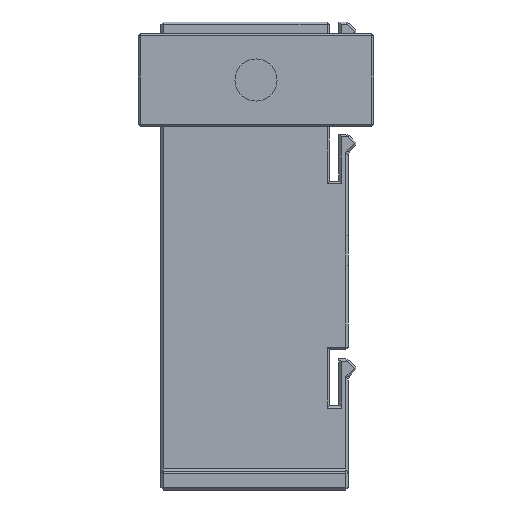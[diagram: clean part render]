
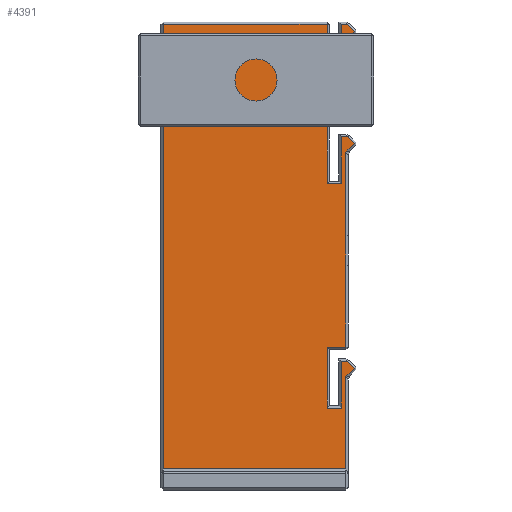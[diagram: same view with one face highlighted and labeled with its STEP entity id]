
A CAD part, front view. The second image highlights one B-rep face of the part: STEP entity #4391.
In plain terms, the highlighted planar face has unit normal (0, -1, 0).
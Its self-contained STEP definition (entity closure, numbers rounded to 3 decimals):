
#192=FACE_OUTER_BOUND('',#477,.T.);
#477=EDGE_LOOP('',(#3268,#3269,#3270,#3271,#3272,#3273,#3274,#3275,#3276,
#3277,#3278,#3279,#3280,#3281,#3282,#3283,#3284,#3285,#3286,#3287,#3288,
#3289,#3290,#3291,#3292,#3293,#3294,#3295));
#659=LINE('',#6113,#1256);
#669=LINE('',#6134,#1266);
#693=LINE('',#6187,#1290);
#702=LINE('',#6207,#1299);
#710=LINE('',#6225,#1307);
#719=LINE('',#6244,#1316);
#728=LINE('',#6263,#1325);
#743=LINE('',#6295,#1340);
#763=LINE('',#6337,#1360);
#783=LINE('',#6380,#1380);
#794=LINE('',#6404,#1391);
#799=LINE('',#6414,#1396);
#803=LINE('',#6420,#1400);
#808=LINE('',#6427,#1405);
#820=LINE('',#6447,#1417);
#835=LINE('',#6471,#1432);
#846=LINE('',#6489,#1443);
#851=LINE('',#6498,#1448);
#857=LINE('',#6508,#1454);
#863=LINE('',#6519,#1460);
#872=LINE('',#6534,#1469);
#883=LINE('',#6552,#1480);
#890=LINE('',#6564,#1487);
#895=LINE('',#6573,#1492);
#900=LINE('',#6580,#1497);
#902=LINE('',#6585,#1499);
#907=LINE('',#6594,#1504);
#913=LINE('',#6603,#1510);
#1256=VECTOR('',#4917,10.);
#1266=VECTOR('',#4935,10.);
#1290=VECTOR('',#4975,10.);
#1299=VECTOR('',#4990,10.);
#1307=VECTOR('',#5004,10.);
#1316=VECTOR('',#5019,10.);
#1325=VECTOR('',#5034,10.);
#1340=VECTOR('',#5059,10.);
#1360=VECTOR('',#5093,10.);
#1380=VECTOR('',#5129,10.);
#1391=VECTOR('',#5148,10.);
#1396=VECTOR('',#5157,10.);
#1400=VECTOR('',#5165,10.);
#1405=VECTOR('',#5174,10.);
#1417=VECTOR('',#5198,10.);
#1432=VECTOR('',#5227,10.);
#1443=VECTOR('',#5248,10.);
#1448=VECTOR('',#5257,10.);
#1454=VECTOR('',#5267,10.);
#1460=VECTOR('',#5279,10.);
#1469=VECTOR('',#5296,10.);
#1480=VECTOR('',#5317,10.);
#1487=VECTOR('',#5330,10.);
#1492=VECTOR('',#5339,10.);
#1497=VECTOR('',#5348,10.);
#1499=VECTOR('',#5352,10.);
#1504=VECTOR('',#5361,10.);
#1510=VECTOR('',#5373,10.);
#1841=VERTEX_POINT('',#6088);
#1849=VERTEX_POINT('',#6108);
#1856=VERTEX_POINT('',#6130);
#1872=VERTEX_POINT('',#6173);
#1875=VERTEX_POINT('',#6180);
#1877=VERTEX_POINT('',#6185);
#1883=VERTEX_POINT('',#6200);
#1885=VERTEX_POINT('',#6206);
#1891=VERTEX_POINT('',#6220);
#1892=VERTEX_POINT('',#6224);
#1898=VERTEX_POINT('',#6239);
#1899=VERTEX_POINT('',#6243);
#1906=VERTEX_POINT('',#6262);
#1918=VERTEX_POINT('',#6291);
#1933=VERTEX_POINT('',#6332);
#1942=VERTEX_POINT('',#6362);
#1948=VERTEX_POINT('',#6376);
#1954=VERTEX_POINT('',#6393);
#1957=VERTEX_POINT('',#6400);
#1958=VERTEX_POINT('',#6407);
#1962=VERTEX_POINT('',#6446);
#1964=VERTEX_POINT('',#6470);
#1966=VERTEX_POINT('',#6488);
#1976=VERTEX_POINT('',#6551);
#1978=VERTEX_POINT('',#6562);
#1980=VERTEX_POINT('',#6572);
#1982=VERTEX_POINT('',#6584);
#1984=VERTEX_POINT('',#6593);
#2194=EDGE_CURVE('',#1841,#1849,#659,.T.);
#2204=EDGE_CURVE('',#1849,#1856,#669,.T.);
#2228=EDGE_CURVE('',#1877,#1875,#693,.T.);
#2237=EDGE_CURVE('',#1875,#1885,#702,.T.);
#2245=EDGE_CURVE('',#1885,#1892,#710,.T.);
#2254=EDGE_CURVE('',#1892,#1899,#719,.T.);
#2263=EDGE_CURVE('',#1899,#1906,#728,.T.);
#2278=EDGE_CURVE('',#1906,#1918,#743,.T.);
#2298=EDGE_CURVE('',#1918,#1933,#763,.T.);
#2318=EDGE_CURVE('',#1933,#1948,#783,.T.);
#2329=EDGE_CURVE('',#1948,#1957,#794,.T.);
#2334=EDGE_CURVE('',#1958,#1954,#799,.T.);
#2338=EDGE_CURVE('',#1957,#1958,#803,.T.);
#2343=EDGE_CURVE('',#1954,#1942,#808,.T.);
#2355=EDGE_CURVE('',#1942,#1962,#820,.T.);
#2370=EDGE_CURVE('',#1962,#1964,#835,.T.);
#2381=EDGE_CURVE('',#1964,#1966,#846,.T.);
#2386=EDGE_CURVE('',#1966,#1898,#851,.T.);
#2392=EDGE_CURVE('',#1898,#1891,#857,.T.);
#2398=EDGE_CURVE('',#1891,#1883,#863,.T.);
#2407=EDGE_CURVE('',#1883,#1872,#872,.T.);
#2418=EDGE_CURVE('',#1872,#1976,#883,.T.);
#2425=EDGE_CURVE('',#1978,#1877,#890,.T.);
#2430=EDGE_CURVE('',#1976,#1980,#895,.T.);
#2435=EDGE_CURVE('',#1856,#1978,#900,.T.);
#2437=EDGE_CURVE('',#1980,#1982,#902,.T.);
#2442=EDGE_CURVE('',#1982,#1984,#907,.T.);
#2448=EDGE_CURVE('',#1984,#1841,#913,.T.);
#3268=ORIENTED_EDGE('',*,*,#2334,.F.);
#3269=ORIENTED_EDGE('',*,*,#2338,.F.);
#3270=ORIENTED_EDGE('',*,*,#2329,.F.);
#3271=ORIENTED_EDGE('',*,*,#2318,.F.);
#3272=ORIENTED_EDGE('',*,*,#2298,.F.);
#3273=ORIENTED_EDGE('',*,*,#2278,.F.);
#3274=ORIENTED_EDGE('',*,*,#2263,.F.);
#3275=ORIENTED_EDGE('',*,*,#2254,.F.);
#3276=ORIENTED_EDGE('',*,*,#2245,.F.);
#3277=ORIENTED_EDGE('',*,*,#2237,.F.);
#3278=ORIENTED_EDGE('',*,*,#2228,.F.);
#3279=ORIENTED_EDGE('',*,*,#2425,.F.);
#3280=ORIENTED_EDGE('',*,*,#2435,.F.);
#3281=ORIENTED_EDGE('',*,*,#2204,.F.);
#3282=ORIENTED_EDGE('',*,*,#2194,.F.);
#3283=ORIENTED_EDGE('',*,*,#2448,.F.);
#3284=ORIENTED_EDGE('',*,*,#2442,.F.);
#3285=ORIENTED_EDGE('',*,*,#2437,.F.);
#3286=ORIENTED_EDGE('',*,*,#2430,.F.);
#3287=ORIENTED_EDGE('',*,*,#2418,.F.);
#3288=ORIENTED_EDGE('',*,*,#2407,.F.);
#3289=ORIENTED_EDGE('',*,*,#2398,.F.);
#3290=ORIENTED_EDGE('',*,*,#2392,.F.);
#3291=ORIENTED_EDGE('',*,*,#2386,.F.);
#3292=ORIENTED_EDGE('',*,*,#2381,.F.);
#3293=ORIENTED_EDGE('',*,*,#2370,.F.);
#3294=ORIENTED_EDGE('',*,*,#2355,.F.);
#3295=ORIENTED_EDGE('',*,*,#2343,.F.);
#4109=PLANE('',#4713);
#4391=ADVANCED_FACE('',(#192),#4109,.F.);
#4713=AXIS2_PLACEMENT_3D('',#6643,#5435,#5436);
#4917=DIRECTION('',(0.707,0.,-0.707));
#4935=DIRECTION('',(-0.707,0.,-0.707));
#4975=DIRECTION('',(0.,0.,-1.));
#4990=DIRECTION('',(-1.,0.,0.));
#5004=DIRECTION('',(0.,0.,-1.));
#5019=DIRECTION('',(1.,0.,0.));
#5034=DIRECTION('',(0.,0.,1.));
#5059=DIRECTION('',(1.,0.,0.));
#5093=DIRECTION('',(0.707,0.,-0.707));
#5129=DIRECTION('',(-0.707,0.,-0.707));
#5148=DIRECTION('',(0.,0.,-1.));
#5157=DIRECTION('',(0.,0.,1.));
#5165=DIRECTION('',(-1.,0.,0.));
#5174=DIRECTION('',(1.,0.,0.));
#5198=DIRECTION('',(0.,0.,-1.));
#5227=DIRECTION('',(1.,0.,0.));
#5248=DIRECTION('',(0.,0.,1.));
#5257=DIRECTION('',(1.,0.,0.));
#5267=DIRECTION('',(0.707,0.,-0.707));
#5279=DIRECTION('',(-0.707,0.,-0.707));
#5296=DIRECTION('',(0.,0.,-1.));
#5317=DIRECTION('',(-1.,0.,0.));
#5330=DIRECTION('',(0.,0.,-1.));
#5339=DIRECTION('',(0.,0.,-1.));
#5348=DIRECTION('',(0.,0.,-1.));
#5352=DIRECTION('',(1.,0.,0.));
#5361=DIRECTION('',(0.,0.,1.));
#5373=DIRECTION('',(1.,0.,0.));
#5435=DIRECTION('center_axis',(0.,1.,0.));
#5436=DIRECTION('ref_axis',(1.,0.,0.));
#6088=CARTESIAN_POINT('',(19.793,0.,25.5));
#6108=CARTESIAN_POINT('',(21.293,0.,24.));
#6113=CARTESIAN_POINT('',(21.396,0.,23.896));
#6130=CARTESIAN_POINT('',(19.5,0.,22.207));
#6134=CARTESIAN_POINT('',(10.396,0.,13.104));
#6173=CARTESIAN_POINT('',(19.5,0.,28.5));
#6180=CARTESIAN_POINT('',(19.5,0.,-19.5));
#6185=CARTESIAN_POINT('',(19.5,0.,-2.));
#6187=CARTESIAN_POINT('',(19.5,0.,-1.));
#6200=CARTESIAN_POINT('',(19.5,0.,46.207));
#6206=CARTESIAN_POINT('',(15.5,0.,-19.5));
#6207=CARTESIAN_POINT('',(10.5,0.,-19.5));
#6220=CARTESIAN_POINT('',(21.293,0.,48.));
#6224=CARTESIAN_POINT('',(15.5,0.,-32.5));
#6225=CARTESIAN_POINT('',(15.5,0.,-10.));
#6239=CARTESIAN_POINT('',(19.793,0.,49.5));
#6243=CARTESIAN_POINT('',(18.5,0.,-32.5));
#6244=CARTESIAN_POINT('',(8.5,0.,-32.5));
#6262=CARTESIAN_POINT('',(18.5,0.,-22.5));
#6263=CARTESIAN_POINT('',(18.5,0.,-16.));
#6291=CARTESIAN_POINT('',(19.793,0.,-22.5));
#6295=CARTESIAN_POINT('',(9.5,0.,-22.5));
#6332=CARTESIAN_POINT('',(21.293,0.,-24.));
#6337=CARTESIAN_POINT('',(9.396,0.,-12.104));
#6362=CARTESIAN_POINT('',(15.5,0.,49.5));
#6376=CARTESIAN_POINT('',(19.5,0.,-25.793));
#6380=CARTESIAN_POINT('',(22.396,0.,-22.896));
#6393=CARTESIAN_POINT('',(-19.5,0.,49.5));
#6400=CARTESIAN_POINT('',(19.5,0.,-45.5));
#6404=CARTESIAN_POINT('',(19.5,0.,-13.));
#6407=CARTESIAN_POINT('',(-19.5,0.,-45.5));
#6414=CARTESIAN_POINT('',(-19.5,0.,-25.));
#6420=CARTESIAN_POINT('',(10.5,0.,-45.5));
#6427=CARTESIAN_POINT('',(-9.5,0.,49.5));
#6446=CARTESIAN_POINT('',(15.5,0.,39.5));
#6447=CARTESIAN_POINT('',(15.5,0.,25.));
#6470=CARTESIAN_POINT('',(18.5,0.,39.5));
#6471=CARTESIAN_POINT('',(8.5,0.,39.5));
#6488=CARTESIAN_POINT('',(18.5,0.,49.5));
#6489=CARTESIAN_POINT('',(18.5,0.,20.));
#6498=CARTESIAN_POINT('',(9.5,0.,49.5));
#6508=CARTESIAN_POINT('',(27.396,0.,41.896));
#6519=CARTESIAN_POINT('',(4.396,0.,31.104));
#6534=CARTESIAN_POINT('',(19.5,0.,23.));
#6551=CARTESIAN_POINT('',(15.5,0.,28.5));
#6552=CARTESIAN_POINT('',(10.5,0.,28.5));
#6562=CARTESIAN_POINT('',(19.5,0.,4.4));
#6564=CARTESIAN_POINT('',(19.5,0.,2.2));
#6572=CARTESIAN_POINT('',(15.5,0.,15.5));
#6573=CARTESIAN_POINT('',(15.5,0.,14.));
#6580=CARTESIAN_POINT('',(19.5,0.,11.));
#6584=CARTESIAN_POINT('',(18.5,0.,15.5));
#6585=CARTESIAN_POINT('',(8.5,0.,15.5));
#6593=CARTESIAN_POINT('',(18.5,0.,25.5));
#6594=CARTESIAN_POINT('',(18.5,0.,8.));
#6603=CARTESIAN_POINT('',(9.5,0.,25.5));
#6643=CARTESIAN_POINT('Origin',(1.,0.,0.));
